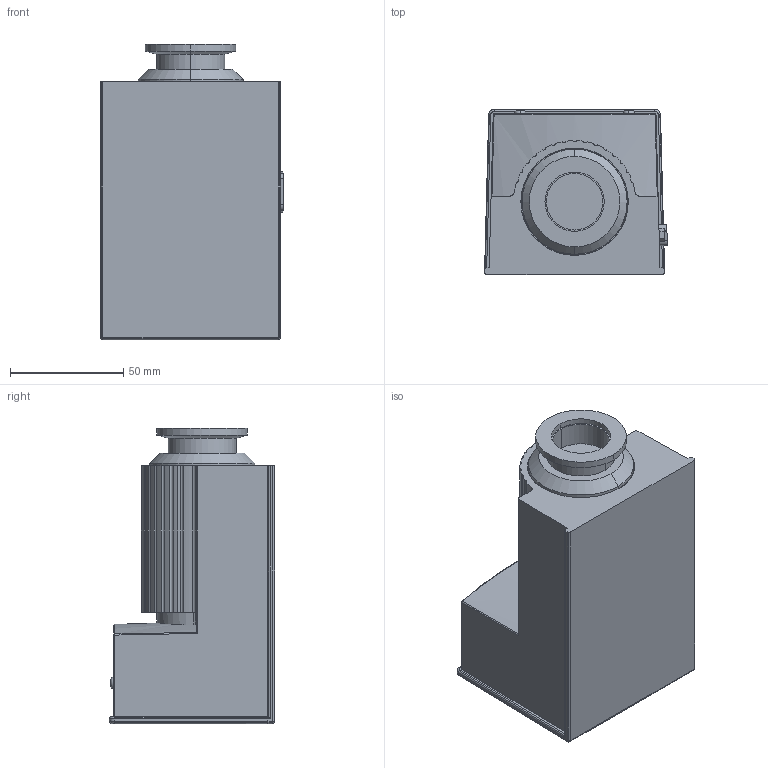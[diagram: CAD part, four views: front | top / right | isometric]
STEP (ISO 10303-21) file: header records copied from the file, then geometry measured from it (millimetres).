
FILE_DESCRIPTION((''),'2;1');
FILE_NAME('351-005.stp','2003-07-16T16:04:51',('BEM'),(''),'Autodesk Inventor (R) 6.0','Autodesk Inventor (R) 6.0','');
FILE_SCHEMA(('AUTOMOTIVE_DESIGN { 1 0 10303 214 1 1 1 1 }'));
Length unit declared in the file: millimetre
Products named in the file (1): 351-005
Bounding box: 80.65 x 73 x 130.35 mm (x, y, z)
Volume: 485748.4 mm3; surface area: 57820.3 mm2
Topology: 1 solids, 1 shells, 265 faces, 668 edges, 426 vertices
Faces by surface type: cylinder 128, plane 90, bspline 28, torus 10, cone 5, sphere 4
Entity records: 9360 total; most frequent: CARTESIAN_POINT 2865, DIRECTION 1429, ORIENTED_EDGE 1324, EDGE_CURVE 662, AXIS2_PLACEMENT_3D 552, VERTEX_POINT 426, VECTOR 325, LINE 325
